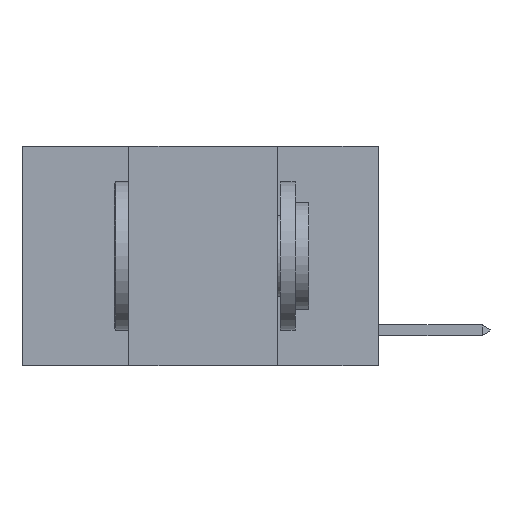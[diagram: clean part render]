
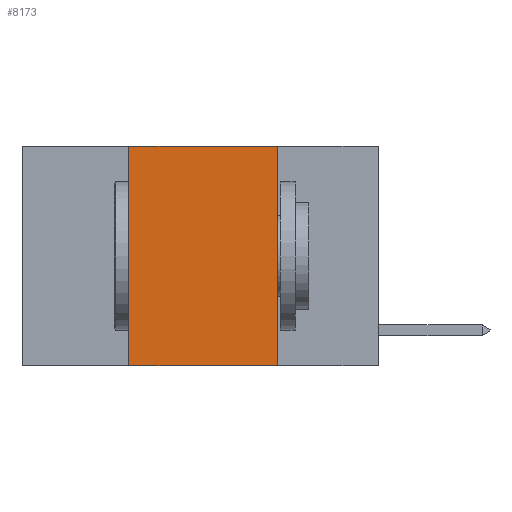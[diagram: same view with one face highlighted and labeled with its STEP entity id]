
A CAD part, left-side view. The second image highlights one B-rep face of the part: STEP entity #8173.
In plain terms, the highlighted planar face has unit normal (-1, 0, 0).
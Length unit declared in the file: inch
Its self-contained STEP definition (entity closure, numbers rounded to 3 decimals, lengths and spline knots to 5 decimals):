
#243 = CARTESIAN_POINT ( 'NONE',  ( 0., 0.17, 0. ) ) ;
#924 = ORIENTED_EDGE ( 'NONE', *, *, #10921, .F. ) ;
#2087 = VECTOR ( 'NONE', #12336, 39.37008 ) ;
#2448 = LINE ( 'NONE', #10513, #13814 ) ;
#2611 = DIRECTION ( 'NONE',  ( 0., 0., -1. ) ) ;
#2680 = CARTESIAN_POINT ( 'NONE',  ( 0., 0.17, -0.37 ) ) ;
#3598 = DIRECTION ( 'NONE',  ( 0., 0., 1. ) ) ;
#3781 = VERTEX_POINT ( 'NONE', #14895 ) ;
#4171 = CARTESIAN_POINT ( 'NONE',  ( 0., 0.6, 0. ) ) ;
#5499 = DIRECTION ( 'NONE',  ( 0., 0., -1. ) ) ;
#5541 = EDGE_LOOP ( 'NONE', ( #924, #7294, #10455, #11624 ) ) ;
#5545 = DIRECTION ( 'NONE',  ( 0., -1., 0. ) ) ;
#6616 = LINE ( 'NONE', #12062, #2087 ) ;
#6633 = LINE ( 'NONE', #17553, #11325 ) ;
#6855 = DIRECTION ( 'NONE',  ( 1., 0., 0. ) ) ;
#7171 = EDGE_CURVE ( 'NONE', #16773, #3781, #6633, .T. ) ;
#7294 = ORIENTED_EDGE ( 'NONE', *, *, #11406, .F. ) ;
#7557 = VECTOR ( 'NONE', #5545, 39.37008 ) ;
#8173 = ADVANCED_FACE ( 'NONE', ( #16449 ), #10706, .F. ) ;
#9052 = AXIS2_PLACEMENT_3D ( 'NONE', #4171, #6855, #5499 ) ;
#9650 = CARTESIAN_POINT ( 'NONE',  ( 0., 0.6, -0.37 ) ) ;
#10455 = ORIENTED_EDGE ( 'NONE', *, *, #7171, .F. ) ;
#10513 = CARTESIAN_POINT ( 'NONE',  ( 0., 0.17, 0. ) ) ;
#10706 = PLANE ( 'NONE',  #9052 ) ;
#10921 = EDGE_CURVE ( 'NONE', #16490, #14302, #2448, .T. ) ;
#11325 = VECTOR ( 'NONE', #3598, 39.37008 ) ;
#11406 = EDGE_CURVE ( 'NONE', #3781, #16490, #6616, .T. ) ;
#11624 = ORIENTED_EDGE ( 'NONE', *, *, #14275, .T. ) ;
#12062 = CARTESIAN_POINT ( 'NONE',  ( 0., 0.6, 0. ) ) ;
#12336 = DIRECTION ( 'NONE',  ( 0., -1., 0. ) ) ;
#12544 = LINE ( 'NONE', #9650, #7557 ) ;
#13814 = VECTOR ( 'NONE', #2611, 39.37008 ) ;
#14275 = EDGE_CURVE ( 'NONE', #16773, #14302, #12544, .T. ) ;
#14302 = VERTEX_POINT ( 'NONE', #2680 ) ;
#14895 = CARTESIAN_POINT ( 'NONE',  ( 0., 0.42, 0. ) ) ;
#16449 = FACE_OUTER_BOUND ( 'NONE', #5541, .T. ) ;
#16490 = VERTEX_POINT ( 'NONE', #243 ) ;
#16773 = VERTEX_POINT ( 'NONE', #17224 ) ;
#17224 = CARTESIAN_POINT ( 'NONE',  ( 0., 0.42, -0.37 ) ) ;
#17553 = CARTESIAN_POINT ( 'NONE',  ( 0., 0.42, 0. ) ) ;
